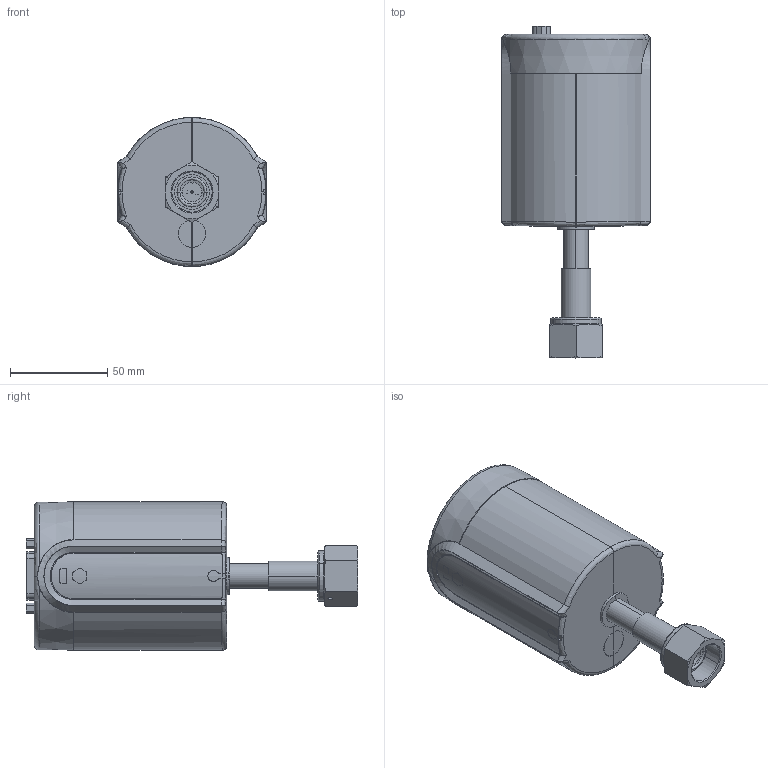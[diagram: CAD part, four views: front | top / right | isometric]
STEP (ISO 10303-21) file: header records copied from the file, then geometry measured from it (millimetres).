
FILE_DESCRIPTION (( 'STEP AP203' ), '1' );
FILE_NAME ('1052001-FITTING CD-8 VCR FEMALE.STEP', '2013-06-28T14:51:43', ( '' ), ( '' ), 'SwSTEP 2.0', 'SolidWorks 2012', '' );
FILE_SCHEMA (( 'CONFIG_CONTROL_DESIGN' ));
Length unit declared in the file: inch
Products named in the file (1): 1052001-FITTING CD-8 VCR FEMALE
Bounding box: 76.45 x 170.85 x 76.58 mm (x, y, z)
Surface area: 57037 mm2 (no closed solid volume)
Topology: 0 solids, 22 shells, 269 faces, 1634 edges, 1355 vertices
Faces by surface type: cylinder 103, plane 73, sphere 40, bspline 34, cone 10, torus 9
Entity records: 22139 total; most frequent: CARTESIAN_POINT 9462, DIRECTION 2748, ORIENTED_EDGE 2112, EDGE_CURVE 1570, VERTEX_POINT 1325, AXIS2_PLACEMENT_3D 1215, CIRCLE 979, EDGE_LOOP 619
